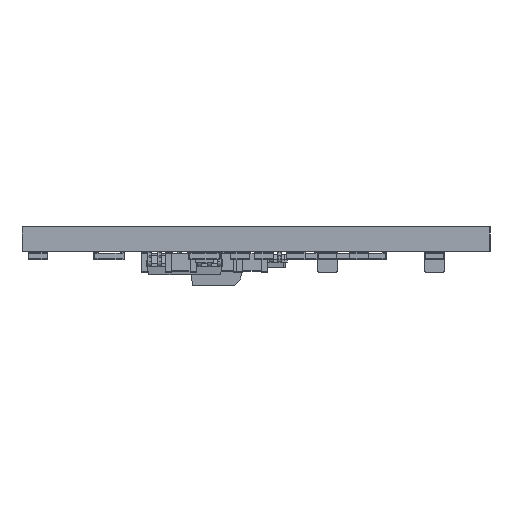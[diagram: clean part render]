
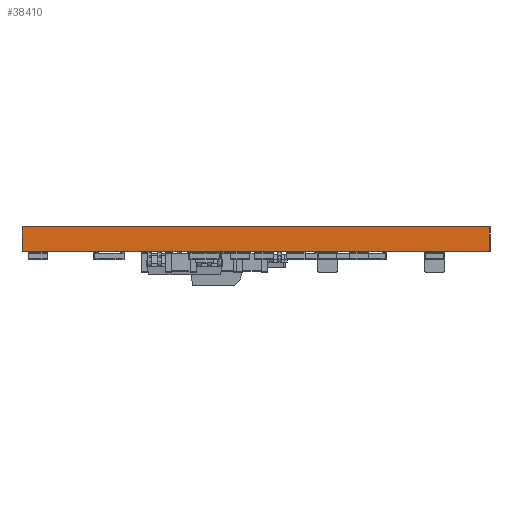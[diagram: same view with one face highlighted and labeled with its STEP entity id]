
A CAD part, left-side view. The second image highlights one B-rep face of the part: STEP entity #38410.
In plain terms, the highlighted planar face has unit normal (-1, 0, 0).
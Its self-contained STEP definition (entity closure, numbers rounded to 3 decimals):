
#38410 = ADVANCED_FACE('',(#38411),#38425,.F.);
#38411 = FACE_BOUND('',#38412,.F.);
#38412 = EDGE_LOOP('',(#38413,#38448,#38476,#38504));
#38413 = ORIENTED_EDGE('',*,*,#38414,.T.);
#38414 = EDGE_CURVE('',#38415,#38417,#38419,.T.);
#38415 = VERTEX_POINT('',#38416);
#38416 = CARTESIAN_POINT('',(-4.826,4.826,0.));
#38417 = VERTEX_POINT('',#38418);
#38418 = CARTESIAN_POINT('',(-4.826,4.826,1.6));
#38419 = SURFACE_CURVE('',#38420,(#38424,#38436),.PCURVE_S1.);
#38420 = LINE('',#38421,#38422);
#38421 = CARTESIAN_POINT('',(-4.826,4.826,0.));
#38422 = VECTOR('',#38423,1.);
#38423 = DIRECTION('',(0.,0.,1.));
#38424 = PCURVE('',#38425,#38430);
#38425 = PLANE('',#38426);
#38426 = AXIS2_PLACEMENT_3D('',#38427,#38428,#38429);
#38427 = CARTESIAN_POINT('',(-4.826,4.826,0.));
#38428 = DIRECTION('',(1.,0.,-0.));
#38429 = DIRECTION('',(0.,-1.,0.));
#38430 = DEFINITIONAL_REPRESENTATION('',(#38431),#38435);
#38431 = LINE('',#38432,#38433);
#38432 = CARTESIAN_POINT('',(0.,0.));
#38433 = VECTOR('',#38434,1.);
#38434 = DIRECTION('',(0.,-1.));
#38435 = ( GEOMETRIC_REPRESENTATION_CONTEXT(2) 
PARAMETRIC_REPRESENTATION_CONTEXT() REPRESENTATION_CONTEXT('2D SPACE',''
  ) );
#38436 = PCURVE('',#38437,#38442);
#38437 = PLANE('',#38438);
#38438 = AXIS2_PLACEMENT_3D('',#38439,#38440,#38441);
#38439 = CARTESIAN_POINT('',(65.786,4.826,0.));
#38440 = DIRECTION('',(0.,-1.,0.));
#38441 = DIRECTION('',(-1.,0.,0.));
#38442 = DEFINITIONAL_REPRESENTATION('',(#38443),#38447);
#38443 = LINE('',#38444,#38445);
#38444 = CARTESIAN_POINT('',(70.612,0.));
#38445 = VECTOR('',#38446,1.);
#38446 = DIRECTION('',(0.,-1.));
#38447 = ( GEOMETRIC_REPRESENTATION_CONTEXT(2) 
PARAMETRIC_REPRESENTATION_CONTEXT() REPRESENTATION_CONTEXT('2D SPACE',''
  ) );
#38448 = ORIENTED_EDGE('',*,*,#38449,.T.);
#38449 = EDGE_CURVE('',#38417,#38450,#38452,.T.);
#38450 = VERTEX_POINT('',#38451);
#38451 = CARTESIAN_POINT('',(-4.826,-25.146,1.6));
#38452 = SURFACE_CURVE('',#38453,(#38457,#38464),.PCURVE_S1.);
#38453 = LINE('',#38454,#38455);
#38454 = CARTESIAN_POINT('',(-4.826,4.826,1.6));
#38455 = VECTOR('',#38456,1.);
#38456 = DIRECTION('',(0.,-1.,0.));
#38457 = PCURVE('',#38425,#38458);
#38458 = DEFINITIONAL_REPRESENTATION('',(#38459),#38463);
#38459 = LINE('',#38460,#38461);
#38460 = CARTESIAN_POINT('',(0.,-1.6));
#38461 = VECTOR('',#38462,1.);
#38462 = DIRECTION('',(1.,0.));
#38463 = ( GEOMETRIC_REPRESENTATION_CONTEXT(2) 
PARAMETRIC_REPRESENTATION_CONTEXT() REPRESENTATION_CONTEXT('2D SPACE',''
  ) );
#38464 = PCURVE('',#38465,#38470);
#38465 = PLANE('',#38466);
#38466 = AXIS2_PLACEMENT_3D('',#38467,#38468,#38469);
#38467 = CARTESIAN_POINT('',(30.48,-10.16,1.6));
#38468 = DIRECTION('',(0.,0.,1.));
#38469 = DIRECTION('',(1.,0.,-0.));
#38470 = DEFINITIONAL_REPRESENTATION('',(#38471),#38475);
#38471 = LINE('',#38472,#38473);
#38472 = CARTESIAN_POINT('',(-35.306,14.986));
#38473 = VECTOR('',#38474,1.);
#38474 = DIRECTION('',(0.,-1.));
#38475 = ( GEOMETRIC_REPRESENTATION_CONTEXT(2) 
PARAMETRIC_REPRESENTATION_CONTEXT() REPRESENTATION_CONTEXT('2D SPACE',''
  ) );
#38476 = ORIENTED_EDGE('',*,*,#38477,.F.);
#38477 = EDGE_CURVE('',#38478,#38450,#38480,.T.);
#38478 = VERTEX_POINT('',#38479);
#38479 = CARTESIAN_POINT('',(-4.826,-25.146,0.));
#38480 = SURFACE_CURVE('',#38481,(#38485,#38492),.PCURVE_S1.);
#38481 = LINE('',#38482,#38483);
#38482 = CARTESIAN_POINT('',(-4.826,-25.146,0.));
#38483 = VECTOR('',#38484,1.);
#38484 = DIRECTION('',(0.,0.,1.));
#38485 = PCURVE('',#38425,#38486);
#38486 = DEFINITIONAL_REPRESENTATION('',(#38487),#38491);
#38487 = LINE('',#38488,#38489);
#38488 = CARTESIAN_POINT('',(29.972,0.));
#38489 = VECTOR('',#38490,1.);
#38490 = DIRECTION('',(0.,-1.));
#38491 = ( GEOMETRIC_REPRESENTATION_CONTEXT(2) 
PARAMETRIC_REPRESENTATION_CONTEXT() REPRESENTATION_CONTEXT('2D SPACE',''
  ) );
#38492 = PCURVE('',#38493,#38498);
#38493 = PLANE('',#38494);
#38494 = AXIS2_PLACEMENT_3D('',#38495,#38496,#38497);
#38495 = CARTESIAN_POINT('',(-4.826,-25.146,0.));
#38496 = DIRECTION('',(0.,1.,0.));
#38497 = DIRECTION('',(1.,0.,0.));
#38498 = DEFINITIONAL_REPRESENTATION('',(#38499),#38503);
#38499 = LINE('',#38500,#38501);
#38500 = CARTESIAN_POINT('',(0.,0.));
#38501 = VECTOR('',#38502,1.);
#38502 = DIRECTION('',(0.,-1.));
#38503 = ( GEOMETRIC_REPRESENTATION_CONTEXT(2) 
PARAMETRIC_REPRESENTATION_CONTEXT() REPRESENTATION_CONTEXT('2D SPACE',''
  ) );
#38504 = ORIENTED_EDGE('',*,*,#38505,.F.);
#38505 = EDGE_CURVE('',#38415,#38478,#38506,.T.);
#38506 = SURFACE_CURVE('',#38507,(#38511,#38518),.PCURVE_S1.);
#38507 = LINE('',#38508,#38509);
#38508 = CARTESIAN_POINT('',(-4.826,4.826,0.));
#38509 = VECTOR('',#38510,1.);
#38510 = DIRECTION('',(0.,-1.,0.));
#38511 = PCURVE('',#38425,#38512);
#38512 = DEFINITIONAL_REPRESENTATION('',(#38513),#38517);
#38513 = LINE('',#38514,#38515);
#38514 = CARTESIAN_POINT('',(0.,0.));
#38515 = VECTOR('',#38516,1.);
#38516 = DIRECTION('',(1.,0.));
#38517 = ( GEOMETRIC_REPRESENTATION_CONTEXT(2) 
PARAMETRIC_REPRESENTATION_CONTEXT() REPRESENTATION_CONTEXT('2D SPACE',''
  ) );
#38518 = PCURVE('',#38519,#38524);
#38519 = PLANE('',#38520);
#38520 = AXIS2_PLACEMENT_3D('',#38521,#38522,#38523);
#38521 = CARTESIAN_POINT('',(30.48,-10.16,0.));
#38522 = DIRECTION('',(0.,0.,1.));
#38523 = DIRECTION('',(1.,0.,-0.));
#38524 = DEFINITIONAL_REPRESENTATION('',(#38525),#38529);
#38525 = LINE('',#38526,#38527);
#38526 = CARTESIAN_POINT('',(-35.306,14.986));
#38527 = VECTOR('',#38528,1.);
#38528 = DIRECTION('',(0.,-1.));
#38529 = ( GEOMETRIC_REPRESENTATION_CONTEXT(2) 
PARAMETRIC_REPRESENTATION_CONTEXT() REPRESENTATION_CONTEXT('2D SPACE',''
  ) );
